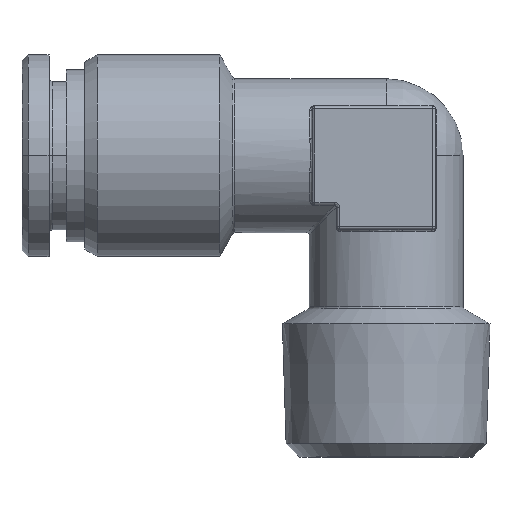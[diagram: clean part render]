
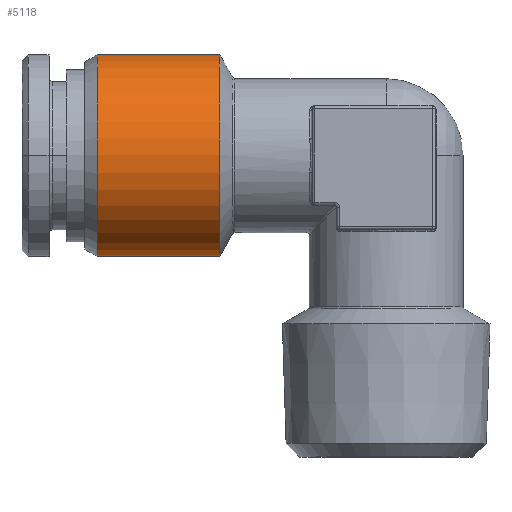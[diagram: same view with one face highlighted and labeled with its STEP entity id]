
A CAD part, top view. The second image highlights one B-rep face of the part: STEP entity #5118.
In plain terms, the highlighted cylindrical face has radius 8.2 mm (diameter 16.4 mm), a partial arc.
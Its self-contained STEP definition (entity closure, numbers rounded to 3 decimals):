
#1767=CARTESIAN_POINT('',(-23.48,0.,0.));
#1768=DIRECTION('',(1.,0.,0.));
#1769=DIRECTION('',(0.,1.,0.));
#1770=AXIS2_PLACEMENT_3D('',#1767,#1768,#1769);
#1772=CARTESIAN_POINT('',(-13.538,0.,0.));
#1773=DIRECTION('',(1.,0.,0.));
#1774=DIRECTION('',(0.,1.,0.));
#1775=AXIS2_PLACEMENT_3D('',#1772,#1773,#1774);
#1800=DIRECTION('',(1.,0.,0.));
#1801=VECTOR('',#1800,9.942);
#1802=CARTESIAN_POINT('',(-23.48,8.2,0.));
#1803=LINE('',#1802,#1801);
#1809=DIRECTION('',(1.,0.,0.));
#1810=VECTOR('',#1809,9.942);
#1811=CARTESIAN_POINT('',(-23.48,-8.2,0.));
#1812=LINE('',#1811,#1810);
#2003=CARTESIAN_POINT('',(-23.48,8.2,0.));
#2004=CARTESIAN_POINT('',(-23.48,-8.2,0.));
#2005=VERTEX_POINT('',#2003);
#2006=VERTEX_POINT('',#2004);
#2007=CARTESIAN_POINT('',(-13.538,8.2,0.));
#2008=CARTESIAN_POINT('',(-13.538,-8.2,0.));
#2009=VERTEX_POINT('',#2007);
#2010=VERTEX_POINT('',#2008);
#5104=CARTESIAN_POINT('',(-25.05,0.,0.));
#5105=DIRECTION('',(1.,0.,0.));
#5106=DIRECTION('',(0.,-1.,0.));
#5107=AXIS2_PLACEMENT_3D('',#5104,#5105,#5106);
#5108=CYLINDRICAL_SURFACE('',#5107,8.2);
#5110=ORIENTED_EDGE('',*,*,#5109,.T.);
#5112=ORIENTED_EDGE('',*,*,#5111,.F.);
#5113=ORIENTED_EDGE('',*,*,#5099,.F.);
#5115=ORIENTED_EDGE('',*,*,#5114,.T.);
#5116=EDGE_LOOP('',(#5110,#5112,#5113,#5115));
#5117=FACE_OUTER_BOUND('',#5116,.F.);
#5118=ADVANCED_FACE('',(#5117),#5108,.T.);
#1771=CIRCLE('',#1770,8.2);
#1776=CIRCLE('',#1775,8.2);
#5099=EDGE_CURVE('',#2005,#2006,#1771,.T.);
#5109=EDGE_CURVE('',#2009,#2010,#1776,.T.);
#5111=EDGE_CURVE('',#2006,#2010,#1812,.T.);
#5114=EDGE_CURVE('',#2005,#2009,#1803,.T.);
